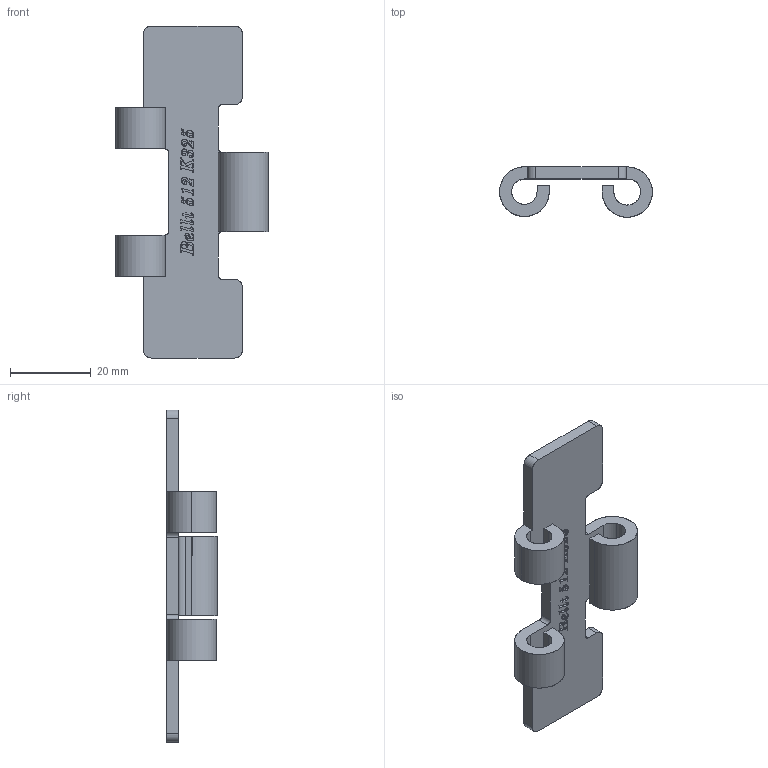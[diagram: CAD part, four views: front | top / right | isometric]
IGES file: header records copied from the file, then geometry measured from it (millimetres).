
Start section: SolidWorks IGES file using analytic representation for surfaces
Global section: file name: Bellt - 001134 - BTop 512 K325.IGS; native system: SolidWorks 2024; preprocessor: SolidWorks 2024; author: User; date: 250919.095625; units: millimetre
Bounding box: 37.74 x 12.43 x 82 mm (x, y, z)
Surface area: 6616.1 mm2 (no closed solid volume)
Topology: 0 solids, 0 shells, 336 faces, 4459 edges, 4459 vertices
Faces by surface type: bspline 315, revolution 21
